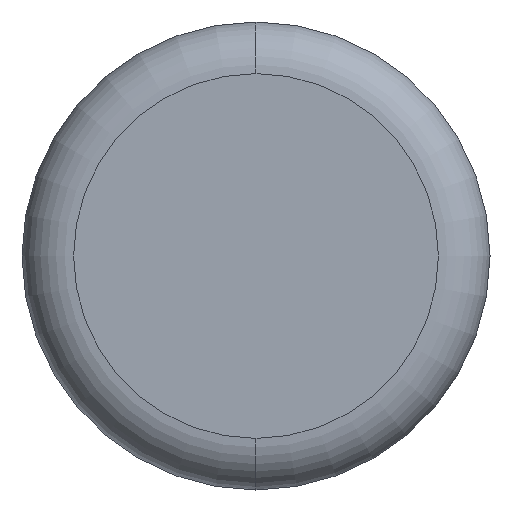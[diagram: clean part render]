
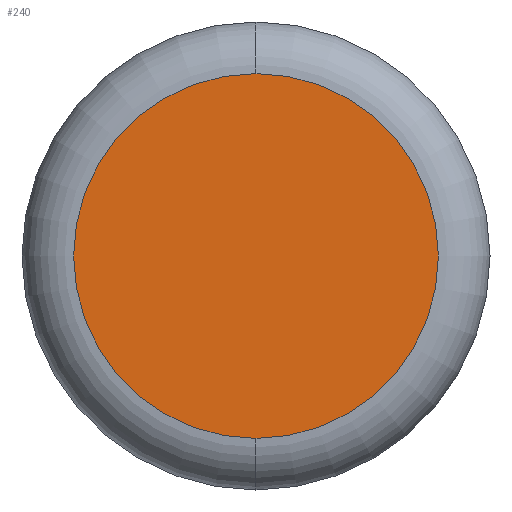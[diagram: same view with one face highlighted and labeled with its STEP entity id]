
A CAD part, front view. The second image highlights one B-rep face of the part: STEP entity #240.
In plain terms, the highlighted planar face has unit normal (0, -1, 0).
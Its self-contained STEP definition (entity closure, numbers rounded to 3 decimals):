
#20 = CARTESIAN_POINT ( 'NONE',  ( -20.75, 0., -7.071 ) ) ;
#35 = PLANE ( 'NONE',  #241 ) ;
#67 = EDGE_LOOP ( 'NONE', ( #111, #127 ) ) ;
#72 = CIRCLE ( 'NONE', #78, 7.071 ) ;
#78 = AXIS2_PLACEMENT_3D ( 'NONE', #102, #147, #80 ) ;
#80 = DIRECTION ( 'NONE',  ( 0., 0., 1. ) ) ;
#93 = VERTEX_POINT ( 'NONE', #118 ) ;
#102 = CARTESIAN_POINT ( 'NONE',  ( -20.75, 0., 0. ) ) ;
#111 = ORIENTED_EDGE ( 'NONE', *, *, #268, .T. ) ;
#118 = CARTESIAN_POINT ( 'NONE',  ( -20.75, 0., 7.071 ) ) ;
#121 = AXIS2_PLACEMENT_3D ( 'NONE', #275, #172, #170 ) ;
#127 = ORIENTED_EDGE ( 'NONE', *, *, #220, .T. ) ;
#147 = DIRECTION ( 'NONE',  ( 0., -1., 0. ) ) ;
#154 = FACE_OUTER_BOUND ( 'NONE', #67, .T. ) ;
#168 = DIRECTION ( 'NONE',  ( 0., 1., 0. ) ) ;
#170 = DIRECTION ( 'NONE',  ( 0., 0., 1. ) ) ;
#172 = DIRECTION ( 'NONE',  ( 0., -1., 0. ) ) ;
#185 = CIRCLE ( 'NONE', #121, 7.071 ) ;
#210 = CARTESIAN_POINT ( 'NONE',  ( -20.75, 0., 0. ) ) ;
#220 = EDGE_CURVE ( 'NONE', #238, #93, #72, .T. ) ;
#238 = VERTEX_POINT ( 'NONE', #20 ) ;
#240 = ADVANCED_FACE ( 'NONE', ( #154 ), #35, .F. ) ;
#241 = AXIS2_PLACEMENT_3D ( 'NONE', #210, #168, #279 ) ;
#268 = EDGE_CURVE ( 'NONE', #93, #238, #185, .T. ) ;
#275 = CARTESIAN_POINT ( 'NONE',  ( -20.75, 0., 0. ) ) ;
#279 = DIRECTION ( 'NONE',  ( 0., 0., 1. ) ) ;
